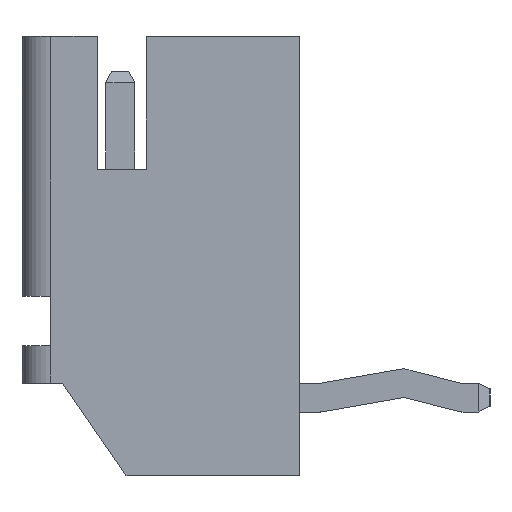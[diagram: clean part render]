
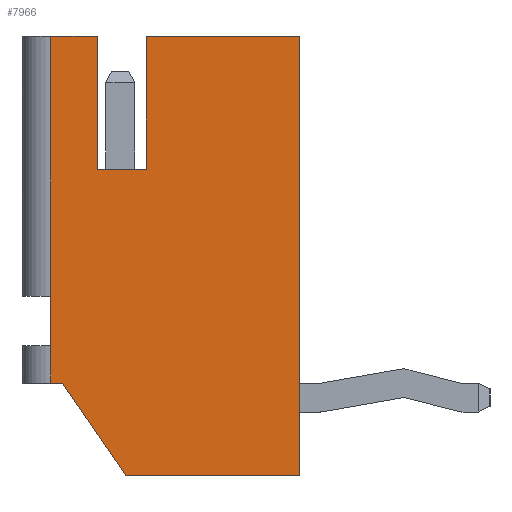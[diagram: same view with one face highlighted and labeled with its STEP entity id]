
A CAD part, left-side view. The second image highlights one B-rep face of the part: STEP entity #7966.
In plain terms, the highlighted planar face has unit normal (-1, 0, 0).
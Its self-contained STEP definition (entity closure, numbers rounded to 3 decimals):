
#1=DIRECTION('',(0.,0.567,0.824));
#2=VECTOR('',#1,1.942);
#3=CARTESIAN_POINT('',(-13.,0.6,-4.6));
#4=LINE('',#3,#2);
#9=DIRECTION('',(0.,0.,-1.));
#10=VECTOR('',#9,0.65);
#11=CARTESIAN_POINT('',(-13.,1.9,-2.35));
#12=LINE('',#11,#10);
#18=DIRECTION('',(0.,1.,0.));
#19=VECTOR('',#18,0.2);
#20=CARTESIAN_POINT('',(-13.,1.7,-3.));
#21=LINE('',#20,#19);
#30=DIRECTION('',(0.,1.,0.));
#31=VECTOR('',#30,3.);
#32=CARTESIAN_POINT('',(-13.,-2.4,-4.6));
#33=LINE('',#32,#31);
#38=DIRECTION('',(0.,0.,-1.));
#39=VECTOR('',#38,7.6);
#40=CARTESIAN_POINT('',(-13.,-2.4,3.));
#41=LINE('',#40,#39);
#74=DIRECTION('',(0.,-1.,0.));
#75=VECTOR('',#74,2.65);
#76=CARTESIAN_POINT('',(-13.,0.25,3.));
#77=LINE('',#76,#75);
#250=DIRECTION('',(0.,0.,-1.));
#251=VECTOR('',#250,0.85);
#252=CARTESIAN_POINT('',(-13.,1.9,-1.5));
#253=LINE('',#252,#251);
#620=DIRECTION('',(0.,0.,1.));
#621=VECTOR('',#620,2.3);
#622=CARTESIAN_POINT('',(-13.,1.1,0.7));
#623=LINE('',#622,#621);
#660=DIRECTION('',(0.,0.,-1.));
#661=VECTOR('',#660,4.5);
#662=CARTESIAN_POINT('',(-13.,1.9,3.));
#663=LINE('',#662,#661);
#681=DIRECTION('',(0.,-1.,0.));
#682=VECTOR('',#681,0.8);
#683=CARTESIAN_POINT('',(-13.,1.9,3.));
#684=LINE('',#683,#682);
#908=DIRECTION('',(0.,0.,-1.));
#909=VECTOR('',#908,2.3);
#910=CARTESIAN_POINT('',(-13.,0.25,3.));
#911=LINE('',#910,#909);
#912=DIRECTION('',(0.,1.,0.));
#913=VECTOR('',#912,0.85);
#914=CARTESIAN_POINT('',(-13.,0.25,0.7));
#915=LINE('',#914,#913);
#6991=CARTESIAN_POINT('',(-13.,1.9,-2.35));
#6992=CARTESIAN_POINT('',(-13.,1.9,-3.));
#6993=VERTEX_POINT('',#6991);
#6994=VERTEX_POINT('',#6992);
#6995=CARTESIAN_POINT('',(-13.,1.7,-3.));
#6996=VERTEX_POINT('',#6995);
#6997=CARTESIAN_POINT('',(-13.,0.6,-4.6));
#6998=VERTEX_POINT('',#6997);
#6999=CARTESIAN_POINT('',(-13.,-2.4,-4.6));
#7000=VERTEX_POINT('',#6999);
#7001=CARTESIAN_POINT('',(-13.,-2.4,3.));
#7002=VERTEX_POINT('',#7001);
#7003=CARTESIAN_POINT('',(-13.,0.25,3.));
#7004=VERTEX_POINT('',#7003);
#7005=CARTESIAN_POINT('',(-13.,0.25,0.7));
#7006=VERTEX_POINT('',#7005);
#7007=CARTESIAN_POINT('',(-13.,1.1,0.7));
#7008=VERTEX_POINT('',#7007);
#7009=CARTESIAN_POINT('',(-13.,1.1,3.));
#7010=VERTEX_POINT('',#7009);
#7011=CARTESIAN_POINT('',(-13.,1.9,3.));
#7012=VERTEX_POINT('',#7011);
#7013=CARTESIAN_POINT('',(-13.,1.9,-1.5));
#7014=VERTEX_POINT('',#7013);
#7935=CARTESIAN_POINT('',(-13.,-0.25,-0.8));
#7936=DIRECTION('',(1.,0.,0.));
#7937=DIRECTION('',(0.,0.,-1.));
#7938=AXIS2_PLACEMENT_3D('',#7935,#7936,#7937);
#7939=PLANE('',#7938);
#7941=ORIENTED_EDGE('',*,*,#7940,.F.);
#7943=ORIENTED_EDGE('',*,*,#7942,.F.);
#7945=ORIENTED_EDGE('',*,*,#7944,.F.);
#7947=ORIENTED_EDGE('',*,*,#7946,.T.);
#7949=ORIENTED_EDGE('',*,*,#7948,.F.);
#7951=ORIENTED_EDGE('',*,*,#7950,.F.);
#7953=ORIENTED_EDGE('',*,*,#7952,.F.);
#7955=ORIENTED_EDGE('',*,*,#7954,.T.);
#7957=ORIENTED_EDGE('',*,*,#7956,.T.);
#7959=ORIENTED_EDGE('',*,*,#7958,.T.);
#7961=ORIENTED_EDGE('',*,*,#7960,.T.);
#7963=ORIENTED_EDGE('',*,*,#7962,.T.);
#7964=EDGE_LOOP('',(#7941,#7943,#7945,#7947,#7949,#7951,#7953,#7955,#7957,#7959,
#7961,#7963));
#7965=FACE_OUTER_BOUND('',#7964,.F.);
#7966=ADVANCED_FACE('',(#7965),#7939,.F.);
#7940=EDGE_CURVE('',#6993,#6994,#12,.T.);
#7942=EDGE_CURVE('',#7014,#6993,#253,.T.);
#7944=EDGE_CURVE('',#7012,#7014,#663,.T.);
#7946=EDGE_CURVE('',#7012,#7010,#684,.T.);
#7948=EDGE_CURVE('',#7008,#7010,#623,.T.);
#7950=EDGE_CURVE('',#7006,#7008,#915,.T.);
#7952=EDGE_CURVE('',#7004,#7006,#911,.T.);
#7954=EDGE_CURVE('',#7004,#7002,#77,.T.);
#7956=EDGE_CURVE('',#7002,#7000,#41,.T.);
#7958=EDGE_CURVE('',#7000,#6998,#33,.T.);
#7960=EDGE_CURVE('',#6998,#6996,#4,.T.);
#7962=EDGE_CURVE('',#6996,#6994,#21,.T.);
